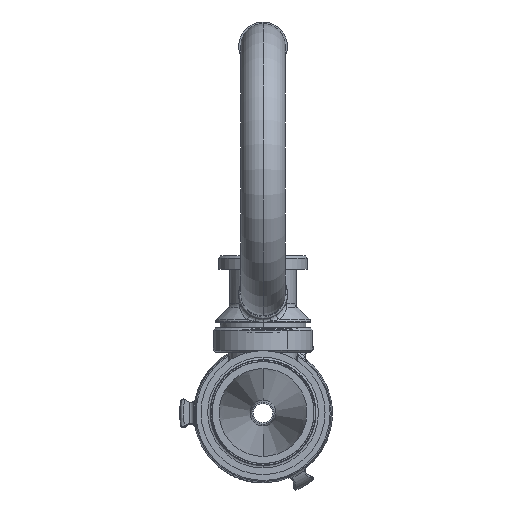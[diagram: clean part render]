
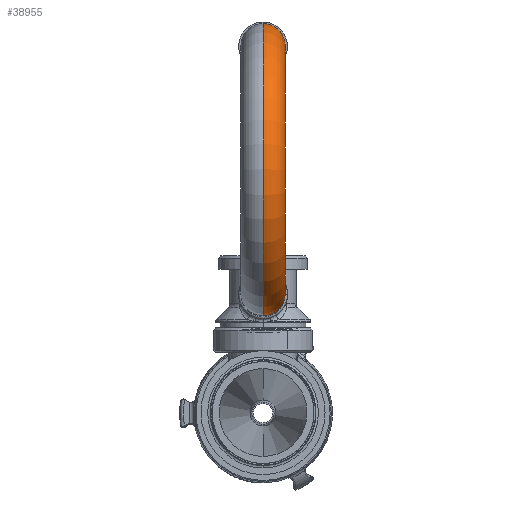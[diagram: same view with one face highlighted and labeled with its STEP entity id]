
A CAD part, top view. The second image highlights one B-rep face of the part: STEP entity #38955.
In plain terms, the highlighted toroidal (fillet/blend) face has major radius 88.9 mm and minor radius 15.875 mm.
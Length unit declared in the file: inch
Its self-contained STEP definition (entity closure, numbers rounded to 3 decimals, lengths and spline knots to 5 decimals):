
#38745=CARTESIAN_POINT('',(0.,6.845,17.875));
#38746=DIRECTION('',(-1.,0.,0.));
#38747=DIRECTION('',(0.,-1.,0.));
#38748=AXIS2_PLACEMENT_3D('',#38745,#38746,#38747);
#38750=CARTESIAN_POINT('',(0.,3.345,17.875));
#38751=DIRECTION('',(0.,0.,1.));
#38752=DIRECTION('',(0.,-1.,0.));
#38753=AXIS2_PLACEMENT_3D('',#38750,#38751,#38752);
#38755=CARTESIAN_POINT('',(0.,6.845,17.875));
#38756=DIRECTION('',(-1.,0.,0.));
#38757=DIRECTION('',(0.,-1.,0.));
#38758=AXIS2_PLACEMENT_3D('',#38755,#38756,#38757);
#38794=CARTESIAN_POINT('',(0.,10.345,17.875));
#38795=DIRECTION('',(0.,0.,-1.));
#38796=DIRECTION('',(0.,1.,0.));
#38797=AXIS2_PLACEMENT_3D('',#38794,#38795,#38796);
#38844=CARTESIAN_POINT('',(0.,3.97,17.875));
#38845=CARTESIAN_POINT('',(0.,2.72,17.875));
#38846=VERTEX_POINT('',#38844);
#38847=VERTEX_POINT('',#38845);
#38852=CARTESIAN_POINT('',(0.,9.72,17.875));
#38853=CARTESIAN_POINT('',(0.,10.97,17.875));
#38854=VERTEX_POINT('',#38852);
#38855=VERTEX_POINT('',#38853);
#38943=CARTESIAN_POINT('',(0.,6.845,17.875));
#38944=DIRECTION('',(-1.,0.,0.));
#38945=DIRECTION('',(0.,1.,0.));
#38946=AXIS2_PLACEMENT_3D('',#38943,#38944,#38945);
#38947=TOROIDAL_SURFACE('',#38946,3.5,0.625);
#38948=ORIENTED_EDGE('',*,*,#38892,.F.);
#38949=ORIENTED_EDGE('',*,*,#38938,.T.);
#38951=ORIENTED_EDGE('',*,*,#38950,.T.);
#38952=ORIENTED_EDGE('',*,*,#38934,.F.);
#38953=EDGE_LOOP('',(#38948,#38949,#38951,#38952));
#38954=FACE_OUTER_BOUND('',#38953,.F.);
#38955=ADVANCED_FACE('',(#38954),#38947,.T.);
#38749=CIRCLE('',#38748,2.875);
#38754=CIRCLE('',#38753,0.625);
#38759=CIRCLE('',#38758,4.125);
#38798=CIRCLE('',#38797,0.625);
#38892=EDGE_CURVE('',#38847,#38846,#38754,.T.);
#38934=EDGE_CURVE('',#38846,#38854,#38749,.T.);
#38938=EDGE_CURVE('',#38847,#38855,#38759,.T.);
#38950=EDGE_CURVE('',#38855,#38854,#38798,.T.);
